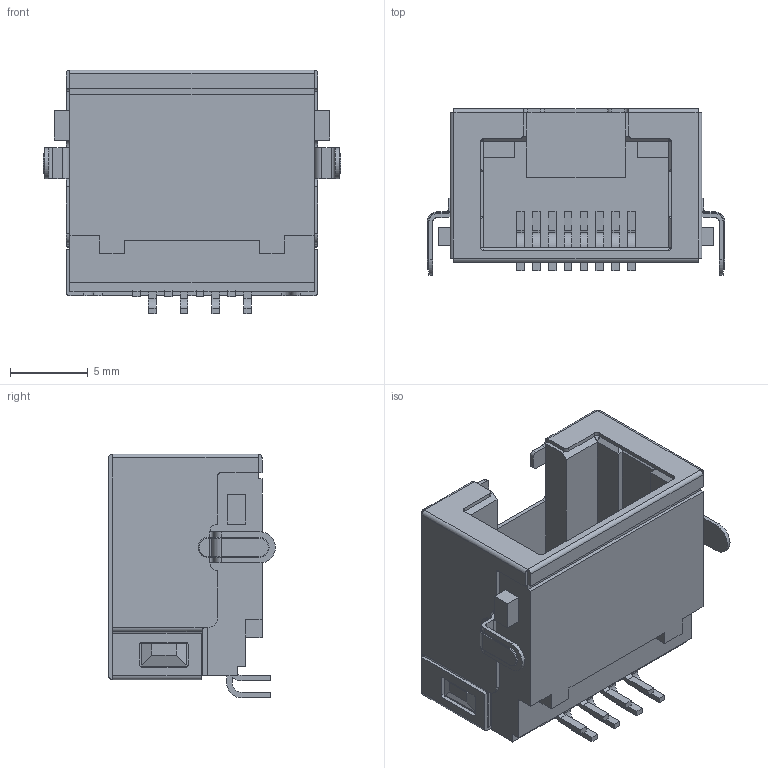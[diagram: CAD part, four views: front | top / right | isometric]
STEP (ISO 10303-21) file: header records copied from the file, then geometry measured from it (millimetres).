
FILE_DESCRIPTION (( 'STEP AP214' ), '1' );
FILE_NAME ('GMJX-MM-S-88_rA1.STEP', '2014-02-03T23:25:09', ( '' ), ( '' ), 'SwSTEP 2.0', 'SolidWorks 2012', '' );
FILE_SCHEMA (( 'AUTOMOTIVE_DESIGN' ));
Length unit declared in the file: millimetre
Products named in the file (1): GMJX-MM-S-88_rA1
Bounding box: 19.13 x 10.7 x 15.68 mm (x, y, z)
Volume: 1224.9 mm3; surface area: 1705.2 mm2
Topology: 1 solids, 1 shells, 444 faces, 1221 edges, 788 vertices
Faces by surface type: plane 277, cylinder 141, torus 22, cone 4
Entity records: 16830 total; most frequent: CARTESIAN_POINT 2497, ORIENTED_EDGE 2436, DIRECTION 2428, EDGE_CURVE 1218, LINE 878, VECTOR 878, VERTEX_POINT 788, AXIS2_PLACEMENT_3D 775
